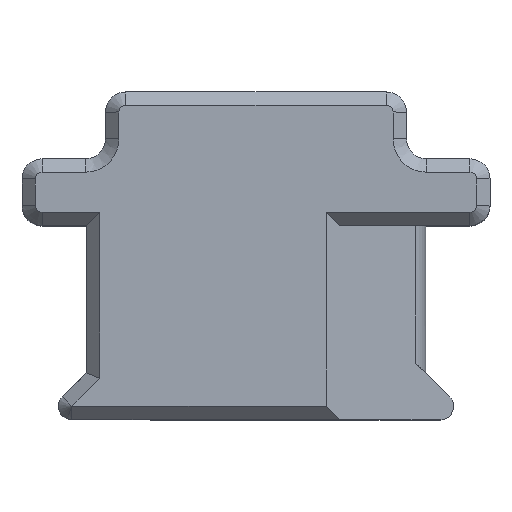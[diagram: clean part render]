
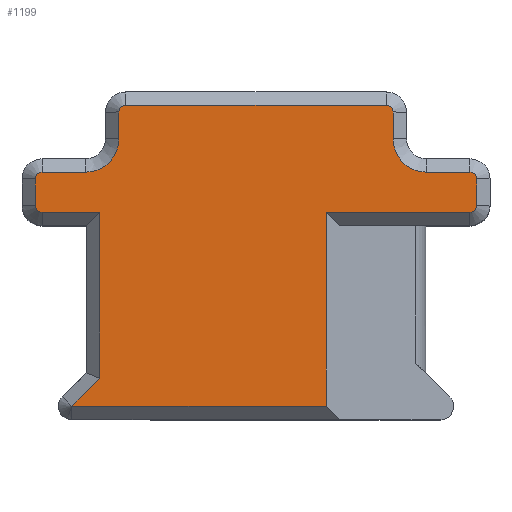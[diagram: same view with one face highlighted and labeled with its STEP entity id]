
A CAD part, top view. The second image highlights one B-rep face of the part: STEP entity #1199.
In plain terms, the highlighted planar face has unit normal (0, 0, 1).
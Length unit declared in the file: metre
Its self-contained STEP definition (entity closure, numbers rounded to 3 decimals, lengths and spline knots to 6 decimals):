
#55=CIRCLE('',#1296,0.0002);
#56=CIRCLE('',#1297,0.0002);
#57=CIRCLE('',#1298,0.001);
#58=CIRCLE('',#1299,0.0002);
#59=CIRCLE('',#1300,0.0002);
#60=CIRCLE('',#1301,0.001);
#61=CIRCLE('',#1302,0.0002);
#62=CIRCLE('',#1303,0.0002);
#159=ORIENTED_EDGE('',*,*,#503,.T.);
#160=ORIENTED_EDGE('',*,*,#504,.T.);
#161=ORIENTED_EDGE('',*,*,#505,.T.);
#162=ORIENTED_EDGE('',*,*,#506,.F.);
#163=ORIENTED_EDGE('',*,*,#507,.T.);
#164=ORIENTED_EDGE('',*,*,#508,.T.);
#165=ORIENTED_EDGE('',*,*,#509,.T.);
#166=ORIENTED_EDGE('',*,*,#510,.T.);
#167=ORIENTED_EDGE('',*,*,#511,.T.);
#168=ORIENTED_EDGE('',*,*,#512,.T.);
#169=ORIENTED_EDGE('',*,*,#513,.T.);
#170=ORIENTED_EDGE('',*,*,#514,.T.);
#171=ORIENTED_EDGE('',*,*,#515,.T.);
#172=ORIENTED_EDGE('',*,*,#516,.T.);
#173=ORIENTED_EDGE('',*,*,#517,.T.);
#174=ORIENTED_EDGE('',*,*,#518,.T.);
#175=ORIENTED_EDGE('',*,*,#519,.T.);
#176=ORIENTED_EDGE('',*,*,#520,.T.);
#177=ORIENTED_EDGE('',*,*,#521,.T.);
#178=ORIENTED_EDGE('',*,*,#522,.T.);
#179=ORIENTED_EDGE('',*,*,#523,.T.);
#503=EDGE_CURVE('',#673,#674,#775,.T.);
#504=EDGE_CURVE('',#674,#675,#776,.T.);
#505=EDGE_CURVE('',#675,#676,#777,.T.);
#506=EDGE_CURVE('',#677,#676,#778,.T.);
#507=EDGE_CURVE('',#677,#678,#779,.T.);
#508=EDGE_CURVE('',#678,#679,#55,.T.);
#509=EDGE_CURVE('',#679,#680,#780,.T.);
#510=EDGE_CURVE('',#680,#681,#56,.T.);
#511=EDGE_CURVE('',#681,#682,#781,.T.);
#512=EDGE_CURVE('',#682,#683,#57,.F.);
#513=EDGE_CURVE('',#683,#684,#782,.T.);
#514=EDGE_CURVE('',#684,#685,#58,.T.);
#515=EDGE_CURVE('',#685,#686,#783,.T.);
#516=EDGE_CURVE('',#686,#687,#59,.T.);
#517=EDGE_CURVE('',#687,#688,#784,.T.);
#518=EDGE_CURVE('',#688,#689,#60,.F.);
#519=EDGE_CURVE('',#689,#690,#785,.T.);
#520=EDGE_CURVE('',#690,#691,#61,.T.);
#521=EDGE_CURVE('',#691,#692,#786,.T.);
#522=EDGE_CURVE('',#692,#693,#62,.T.);
#523=EDGE_CURVE('',#693,#673,#787,.T.);
#673=VERTEX_POINT('',#1911);
#674=VERTEX_POINT('',#1912);
#675=VERTEX_POINT('',#1914);
#676=VERTEX_POINT('',#1916);
#677=VERTEX_POINT('',#1918);
#678=VERTEX_POINT('',#1920);
#679=VERTEX_POINT('',#1922);
#680=VERTEX_POINT('',#1924);
#681=VERTEX_POINT('',#1926);
#682=VERTEX_POINT('',#1928);
#683=VERTEX_POINT('',#1930);
#684=VERTEX_POINT('',#1932);
#685=VERTEX_POINT('',#1934);
#686=VERTEX_POINT('',#1936);
#687=VERTEX_POINT('',#1938);
#688=VERTEX_POINT('',#1940);
#689=VERTEX_POINT('',#1942);
#690=VERTEX_POINT('',#1944);
#691=VERTEX_POINT('',#1946);
#692=VERTEX_POINT('',#1948);
#693=VERTEX_POINT('',#1950);
#775=LINE('',#1910,#903);
#776=LINE('',#1913,#904);
#777=LINE('',#1915,#905);
#778=LINE('',#1917,#906);
#779=LINE('',#1919,#907);
#780=LINE('',#1923,#908);
#781=LINE('',#1927,#909);
#782=LINE('',#1931,#910);
#783=LINE('',#1935,#911);
#784=LINE('',#1939,#912);
#785=LINE('',#1943,#913);
#786=LINE('',#1947,#914);
#787=LINE('',#1951,#915);
#903=VECTOR('',#1498,1.);
#904=VECTOR('',#1499,1.);
#905=VECTOR('',#1500,1.);
#906=VECTOR('',#1501,1.);
#907=VECTOR('',#1502,1.);
#908=VECTOR('',#1505,1.);
#909=VECTOR('',#1508,1.);
#910=VECTOR('',#1511,1.);
#911=VECTOR('',#1514,1.);
#912=VECTOR('',#1517,1.);
#913=VECTOR('',#1520,1.);
#914=VECTOR('',#1523,1.);
#915=VECTOR('',#1526,1.);
#991=EDGE_LOOP('',(#159,#160,#161,#162,#163,#164,#165,#166,#167,#168,#169,
#170,#171,#172,#173,#174,#175,#176,#177,#178,#179));
#1075=FACE_BOUND('',#991,.T.);
#1157=PLANE('',#1295);
#1199=ADVANCED_FACE('',(#1075),#1157,.T.);
#1295=AXIS2_PLACEMENT_3D('',#1909,#1496,#1497);
#1296=AXIS2_PLACEMENT_3D('',#1921,#1503,#1504);
#1297=AXIS2_PLACEMENT_3D('',#1925,#1506,#1507);
#1298=AXIS2_PLACEMENT_3D('',#1929,#1509,#1510);
#1299=AXIS2_PLACEMENT_3D('',#1933,#1512,#1513);
#1300=AXIS2_PLACEMENT_3D('',#1937,#1515,#1516);
#1301=AXIS2_PLACEMENT_3D('',#1941,#1518,#1519);
#1302=AXIS2_PLACEMENT_3D('',#1945,#1521,#1522);
#1303=AXIS2_PLACEMENT_3D('',#1949,#1524,#1525);
#1496=DIRECTION('',(0.,0.,1.));
#1497=DIRECTION('',(0.,-1.,0.));
#1498=DIRECTION('',(0.,-1.,0.));
#1499=DIRECTION('',(-0.707,-0.707,0.));
#1500=DIRECTION('',(1.,0.,0.));
#1501=DIRECTION('',(0.,-1.,0.));
#1502=DIRECTION('',(1.,0.,0.));
#1503=DIRECTION('',(0.,0.,1.));
#1504=DIRECTION('',(0.,-1.,0.));
#1505=DIRECTION('',(0.,1.,0.));
#1506=DIRECTION('',(0.,0.,1.));
#1507=DIRECTION('',(0.,-1.,0.));
#1508=DIRECTION('',(-1.,0.,0.));
#1509=DIRECTION('',(0.,0.,1.));
#1510=DIRECTION('',(0.,-1.,0.));
#1511=DIRECTION('',(0.,1.,0.));
#1512=DIRECTION('',(0.,0.,1.));
#1513=DIRECTION('',(0.,-1.,0.));
#1514=DIRECTION('',(-1.,0.,0.));
#1515=DIRECTION('',(0.,0.,1.));
#1516=DIRECTION('',(0.,-1.,0.));
#1517=DIRECTION('',(0.,-1.,0.));
#1518=DIRECTION('',(0.,0.,1.));
#1519=DIRECTION('',(0.,-1.,0.));
#1520=DIRECTION('',(-1.,0.,0.));
#1521=DIRECTION('',(0.,0.,1.));
#1522=DIRECTION('',(0.,-1.,0.));
#1523=DIRECTION('',(0.,-1.,0.));
#1524=DIRECTION('',(0.,0.,1.));
#1525=DIRECTION('',(0.,-1.,0.));
#1526=DIRECTION('',(1.,0.,0.));
#1909=CARTESIAN_POINT('',(0.,0.,0.009));
#1910=CARTESIAN_POINT('',(-0.004675,0.000834,0.009));
#1911=CARTESIAN_POINT('',(-0.004675,0.0062,0.009));
#1912=CARTESIAN_POINT('',(-0.004675,0.001234,0.009));
#1913=CARTESIAN_POINT('',(-0.005509,0.0004,0.009));
#1914=CARTESIAN_POINT('',(-0.005509,0.0004,0.009));
#1915=CARTESIAN_POINT('',(0.0021,0.0004,0.009));
#1916=CARTESIAN_POINT('',(0.0021,0.0004,0.009));
#1917=CARTESIAN_POINT('',(0.0021,0.011987,0.009));
#1918=CARTESIAN_POINT('',(0.0021,0.0062,0.009));
#1919=CARTESIAN_POINT('',(0.0064,0.0062,0.009));
#1920=CARTESIAN_POINT('',(0.0064,0.0062,0.009));
#1921=CARTESIAN_POINT('',(0.0064,0.0064,0.009));
#1922=CARTESIAN_POINT('',(0.0066,0.0064,0.009));
#1923=CARTESIAN_POINT('',(0.0066,0.0072,0.009));
#1924=CARTESIAN_POINT('',(0.0066,0.0072,0.009));
#1925=CARTESIAN_POINT('',(0.0064,0.0072,0.009));
#1926=CARTESIAN_POINT('',(0.0064,0.0074,0.009));
#1927=CARTESIAN_POINT('',(0.0051,0.0074,0.009));
#1928=CARTESIAN_POINT('',(0.0051,0.0074,0.009));
#1929=CARTESIAN_POINT('',(0.0051,0.0084,0.009));
#1930=CARTESIAN_POINT('',(0.0041,0.0084,0.009));
#1931=CARTESIAN_POINT('',(0.0041,0.0092,0.009));
#1932=CARTESIAN_POINT('',(0.0041,0.0092,0.009));
#1933=CARTESIAN_POINT('',(0.0039,0.0092,0.009));
#1934=CARTESIAN_POINT('',(0.0039,0.0094,0.009));
#1935=CARTESIAN_POINT('',(-0.0039,0.0094,0.009));
#1936=CARTESIAN_POINT('',(-0.0039,0.0094,0.009));
#1937=CARTESIAN_POINT('',(-0.0039,0.0092,0.009));
#1938=CARTESIAN_POINT('',(-0.0041,0.0092,0.009));
#1939=CARTESIAN_POINT('',(-0.0041,0.0084,0.009));
#1940=CARTESIAN_POINT('',(-0.0041,0.0084,0.009));
#1941=CARTESIAN_POINT('',(-0.0051,0.0084,0.009));
#1942=CARTESIAN_POINT('',(-0.0051,0.0074,0.009));
#1943=CARTESIAN_POINT('',(-0.0064,0.0074,0.009));
#1944=CARTESIAN_POINT('',(-0.0064,0.0074,0.009));
#1945=CARTESIAN_POINT('',(-0.0064,0.0072,0.009));
#1946=CARTESIAN_POINT('',(-0.0066,0.0072,0.009));
#1947=CARTESIAN_POINT('',(-0.0066,0.0064,0.009));
#1948=CARTESIAN_POINT('',(-0.0066,0.0064,0.009));
#1949=CARTESIAN_POINT('',(-0.0064,0.0064,0.009));
#1950=CARTESIAN_POINT('',(-0.0064,0.0062,0.009));
#1951=CARTESIAN_POINT('',(-0.005075,0.0062,0.009));
